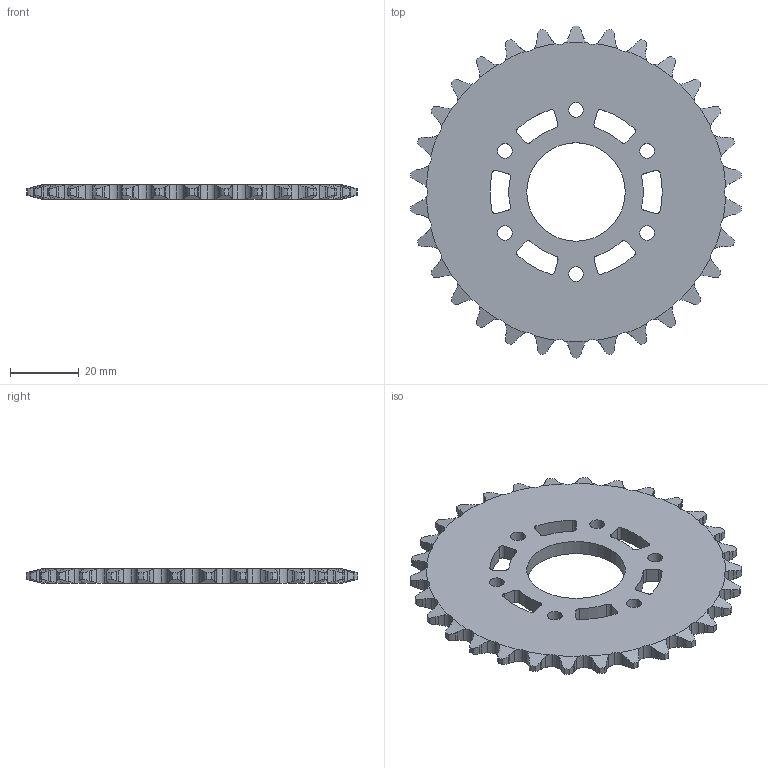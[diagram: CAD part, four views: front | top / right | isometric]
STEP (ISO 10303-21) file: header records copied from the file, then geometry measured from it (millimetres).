
FILE_DESCRIPTION (( 'STEP AP203' ), '1' );
FILE_NAME ('217-2652.20121204.STEP', '2012-12-05T02:10:49', ( 'svradm' ), ( 'Microsoft' ), 'SwSTEP 2.0', 'SolidWorks 2012', '' );
FILE_SCHEMA (( 'CONFIG_CONTROL_DESIGN' ));
Length unit declared in the file: inch
Products named in the file (1): 217-2652.20121204
Bounding box: 95.95 x 96.34 x 4.29 mm (x, y, z)
Volume: 22337.4 mm3; surface area: 13742.5 mm2
Topology: 1 solids, 1 shells, 402 faces, 1200 edges, 800 vertices
Faces by surface type: cylinder 268, plane 74, cone 60
Entity records: 14671 total; most frequent: CARTESIAN_POINT 4323, ORIENTED_EDGE 2400, DIRECTION 1882, EDGE_CURVE 1200, VERTEX_POINT 800, AXIS2_PLACEMENT_3D 759, B_SPLINE_CURVE_WITH_KNOTS 480, EDGE_LOOP 428
